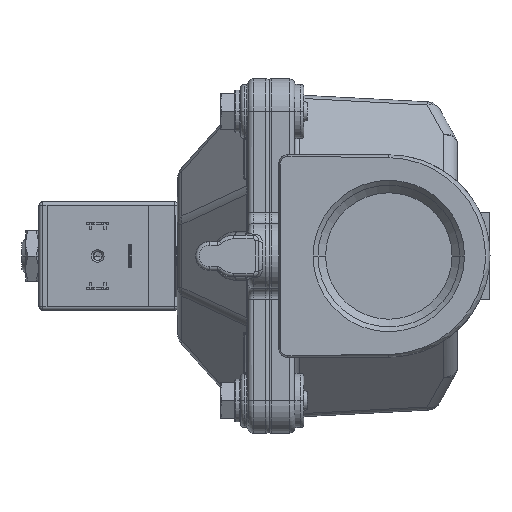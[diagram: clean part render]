
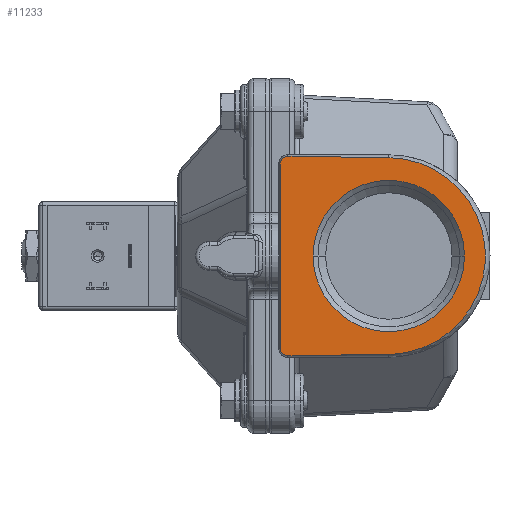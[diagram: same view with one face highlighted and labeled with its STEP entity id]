
A CAD part, left-side view. The second image highlights one B-rep face of the part: STEP entity #11233.
In plain terms, the highlighted planar face has unit normal (-1, 0, 0).
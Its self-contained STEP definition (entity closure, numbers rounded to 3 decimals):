
#3283=CARTESIAN_POINT('',(-72.,-34.035,
27.225));
#3284=CARTESIAN_POINT('',(-72.,-35.611,
27.201));
#3285=CARTESIAN_POINT('',(-72.,-38.705,
26.881));
#3286=CARTESIAN_POINT('',(-72.,-43.232,
25.605));
#3287=CARTESIAN_POINT('',(-72.,-47.462,
23.571));
#3288=CARTESIAN_POINT('',(-72.,-51.288,
20.835));
#3289=CARTESIAN_POINT('',(-72.,-54.591,
17.477));
#3290=CARTESIAN_POINT('',(-72.,-57.272,
13.594));
#3291=CARTESIAN_POINT('',(-72.,-59.249,
9.299));
#3292=CARTESIAN_POINT('',(-72.,-60.462,
4.721));
#3293=CARTESIAN_POINT('',(-72.,-60.87,
-0.001));
#3294=CARTESIAN_POINT('',(-72.,-60.461,
-4.723));
#3295=CARTESIAN_POINT('',(-72.,-59.249,
-9.301));
#3296=CARTESIAN_POINT('',(-72.,-57.271,
-13.595));
#3297=CARTESIAN_POINT('',(-72.,-54.589,
-17.478));
#3298=CARTESIAN_POINT('',(-72.,-51.286,
-20.836));
#3299=CARTESIAN_POINT('',(-72.,-47.46,
-23.572));
#3300=CARTESIAN_POINT('',(-72.,-43.23,
-25.606));
#3301=CARTESIAN_POINT('',(-72.,-38.702,
-26.881));
#3302=CARTESIAN_POINT('',(-72.,-35.61,
-27.201));
#3303=CARTESIAN_POINT('',(-72.,-34.035,
-27.225));
#3308=CARTESIAN_POINT('',(-72.,-34.035,
-27.225));
#3309=CARTESIAN_POINT('',(-72.,-31.006,
-27.273));
#3310=CARTESIAN_POINT('',(-72.,-24.897,
-27.363));
#3311=CARTESIAN_POINT('',(-72.,-15.583,
-27.481));
#3312=CARTESIAN_POINT('',(-72.,-9.275,
-27.551));
#3313=CARTESIAN_POINT('',(-72.,-6.096,
-27.584));
#3318=CARTESIAN_POINT('',(-72.,-6.096,
-27.584));
#3319=CARTESIAN_POINT('',(-72.,-5.861,
-27.586));
#3320=CARTESIAN_POINT('',(-72.,-5.418,
-27.522));
#3321=CARTESIAN_POINT('',(-72.,-4.791,
-27.214));
#3322=CARTESIAN_POINT('',(-72.,-4.307,
-26.736));
#3323=CARTESIAN_POINT('',(-72.,-3.993,
-26.12));
#3324=CARTESIAN_POINT('',(-72.,-3.92,
-25.671));
#3325=CARTESIAN_POINT('',(-72.,-3.92,
-25.434));
#3330=CARTESIAN_POINT('',(-72.,-3.921,
25.435));
#3331=CARTESIAN_POINT('',(-72.,-3.921,
25.668));
#3332=CARTESIAN_POINT('',(-72.,-3.989,
26.109));
#3333=CARTESIAN_POINT('',(-72.,-4.303,
26.731));
#3334=CARTESIAN_POINT('',(-72.,-4.787,
27.21));
#3335=CARTESIAN_POINT('',(-72.,-5.407,
27.519));
#3336=CARTESIAN_POINT('',(-72.,-5.858,
27.586));
#3337=CARTESIAN_POINT('',(-72.,-6.096,
27.584));
#3342=CARTESIAN_POINT('',(-72.,-6.096,
27.584));
#3343=CARTESIAN_POINT('',(-72.,-9.275,
27.551));
#3344=CARTESIAN_POINT('',(-72.,-15.581,
27.481));
#3345=CARTESIAN_POINT('',(-72.,-24.897,
27.363));
#3346=CARTESIAN_POINT('',(-72.,-31.006,
27.273));
#3347=CARTESIAN_POINT('',(-72.,-34.035,
27.225));
#3352=CARTESIAN_POINT('',(-72.,-34.,0.));
#3353=DIRECTION('',(-1.,0.,0.));
#3354=DIRECTION('',(0.,1.,0.));
#3355=AXIS2_PLACEMENT_3D('',#3352,#3353,#3354);
#3360=CARTESIAN_POINT('',(-72.,-34.,0.));
#3361=DIRECTION('',(-1.,0.,0.));
#3362=DIRECTION('',(0.,-1.,0.));
#3363=AXIS2_PLACEMENT_3D('',#3360,#3361,#3362);
#3871=DIRECTION('',(0.,0.,-1.));
#3872=VECTOR('',#3871,50.869);
#3873=CARTESIAN_POINT('',(-72.,-3.921,
25.435));
#3874=LINE('',#3873,#3872);
#6277=VERTEX_POINT('',#3283);
#6278=VERTEX_POINT('',#3303);
#6279=VERTEX_POINT('',#3313);
#6280=VERTEX_POINT('',#3342);
#6281=VERTEX_POINT('',#3330);
#6282=CARTESIAN_POINT('',(-72.,-3.92,
-25.434));
#6283=VERTEX_POINT('',#6282);
#6685=CARTESIAN_POINT('',(-72.,-54.95,0.));
#6687=VERTEX_POINT('',#6685);
#6688=CARTESIAN_POINT('',(-72.,-13.05,0.));
#6690=VERTEX_POINT('',#6688);
#11209=CARTESIAN_POINT('',(-72.,-32.327,0.));
#11210=DIRECTION('',(1.,0.,0.));
#11211=DIRECTION('',(0.,1.,0.));
#11212=AXIS2_PLACEMENT_3D('',#11209,#11210,#11211);
#11213=PLANE('',#11212);
#11215=ORIENTED_EDGE('',*,*,#11214,.T.);
#11217=ORIENTED_EDGE('',*,*,#11216,.T.);
#11219=ORIENTED_EDGE('',*,*,#11218,.F.);
#11221=ORIENTED_EDGE('',*,*,#11220,.T.);
#11223=ORIENTED_EDGE('',*,*,#11222,.T.);
#11224=ORIENTED_EDGE('',*,*,#11192,.T.);
#11225=EDGE_LOOP('',(#11215,#11217,#11219,#11221,#11223,#11224));
#11226=FACE_OUTER_BOUND('',#11225,.F.);
#11228=ORIENTED_EDGE('',*,*,#11227,.T.);
#11230=ORIENTED_EDGE('',*,*,#11229,.T.);
#11231=EDGE_LOOP('',(#11228,#11230));
#11232=FACE_BOUND('',#11231,.F.);
#11233=ADVANCED_FACE('',(#11226,#11232),#11213,.F.);
#3304=B_SPLINE_CURVE_WITH_KNOTS('',3,(#3283,#3284,#3285,#3286,#3287,#3288,#3289,
#3290,#3291,#3292,#3293,#3294,#3295,#3296,#3297,#3298,#3299,#3300,#3301,#3302,
#3303),.UNSPECIFIED.,.F.,.F.,(4,1,1,1,1,1,1,1,1,1,1,1,1,1,1,1,1,1,4),(0.,
0.056,0.111,0.167,0.222,
0.278,0.333,0.389,0.444,0.5,
0.556,0.611,0.667,0.722,
0.778,0.833,0.889,0.944,1.),
.UNSPECIFIED.);
#3314=B_SPLINE_CURVE_WITH_KNOTS('',3,(#3308,#3309,#3310,#3311,#3312,#3313),
.UNSPECIFIED.,.F.,.F.,(4,1,1,4),(0.,0.333,0.667,1.),
.UNSPECIFIED.);
#3326=B_SPLINE_CURVE_WITH_KNOTS('',3,(#3318,#3319,#3320,#3321,#3322,#3323,#3324,
#3325),.UNSPECIFIED.,.F.,.F.,(4,1,1,1,1,4),(0.,0.2,0.4,0.6,0.8,1.),
.UNSPECIFIED.);
#3338=B_SPLINE_CURVE_WITH_KNOTS('',3,(#3330,#3331,#3332,#3333,#3334,#3335,#3336,
#3337),.UNSPECIFIED.,.F.,.F.,(4,1,1,1,1,4),(0.,0.2,0.4,0.6,0.8,1.),
.UNSPECIFIED.);
#3348=B_SPLINE_CURVE_WITH_KNOTS('',3,(#3342,#3343,#3344,#3345,#3346,#3347),
.UNSPECIFIED.,.F.,.F.,(4,1,1,4),(0.,0.333,0.667,1.),
.UNSPECIFIED.);
#3356=CIRCLE('',#3355,20.95);
#3364=CIRCLE('',#3363,20.95);
#11192=EDGE_CURVE('',#6277,#6278,#3304,.T.);
#11214=EDGE_CURVE('',#6278,#6279,#3314,.T.);
#11216=EDGE_CURVE('',#6279,#6283,#3326,.T.);
#11218=EDGE_CURVE('',#6281,#6283,#3874,.T.);
#11220=EDGE_CURVE('',#6281,#6280,#3338,.T.);
#11222=EDGE_CURVE('',#6280,#6277,#3348,.T.);
#11227=EDGE_CURVE('',#6690,#6687,#3356,.T.);
#11229=EDGE_CURVE('',#6687,#6690,#3364,.T.);
